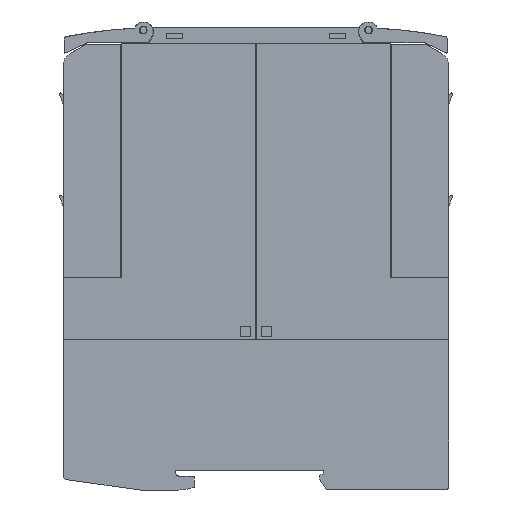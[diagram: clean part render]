
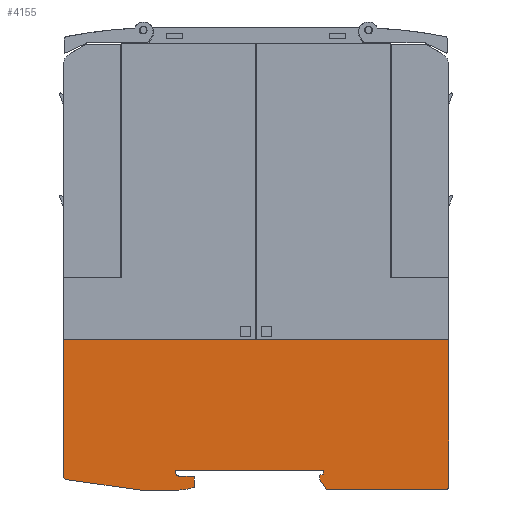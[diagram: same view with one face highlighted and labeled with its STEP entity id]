
A CAD part, left-side view. The second image highlights one B-rep face of the part: STEP entity #4155.
In plain terms, the highlighted planar face has unit normal (-1, 0, 0).
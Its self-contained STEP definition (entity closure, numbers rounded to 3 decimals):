
#4155=ADVANCED_FACE('',(#8415),#8416,.T.);
#8415=FACE_OUTER_BOUND('',#12667,.T.);
#8416=PLANE('',#12668);
#12667=EDGE_LOOP('',(#25903,#25904,#25905,#25906,#25907,#25908,#25909,#25910,#25911,#25912,#25913,#25914,#25915,#25916,#25917,#25918,#25919,#25920,#25921,#25922));
#12668=AXIS2_PLACEMENT_3D('',#25923,#25924,#25925);
#25903=ORIENTED_EDGE('',*,*,#31130,.F.);
#25904=ORIENTED_EDGE('',*,*,#31207,.F.);
#25905=ORIENTED_EDGE('',*,*,#31203,.F.);
#25906=ORIENTED_EDGE('',*,*,#31199,.F.);
#25907=ORIENTED_EDGE('',*,*,#31195,.F.);
#25908=ORIENTED_EDGE('',*,*,#31191,.F.);
#25909=ORIENTED_EDGE('',*,*,#31187,.F.);
#25910=ORIENTED_EDGE('',*,*,#31183,.F.);
#25911=ORIENTED_EDGE('',*,*,#31179,.F.);
#25912=ORIENTED_EDGE('',*,*,#31175,.F.);
#25913=ORIENTED_EDGE('',*,*,#31171,.F.);
#25914=ORIENTED_EDGE('',*,*,#31167,.F.);
#25915=ORIENTED_EDGE('',*,*,#31163,.F.);
#25916=ORIENTED_EDGE('',*,*,#31159,.F.);
#25917=ORIENTED_EDGE('',*,*,#31155,.F.);
#25918=ORIENTED_EDGE('',*,*,#31151,.F.);
#25919=ORIENTED_EDGE('',*,*,#31147,.F.);
#25920=ORIENTED_EDGE('',*,*,#31143,.F.);
#25921=ORIENTED_EDGE('',*,*,#31139,.F.);
#25922=ORIENTED_EDGE('',*,*,#31135,.F.);
#25923=CARTESIAN_POINT('',(0.05,51.068,19.348));
#25924=DIRECTION('',(-1.0,0.0,0.0));
#25925=DIRECTION('',(0.0,1.0,0.0));
#31130=EDGE_CURVE('',#38931,#38932,#38933,.T.);
#31135=EDGE_CURVE('',#38932,#38940,#38941,.T.);
#31139=EDGE_CURVE('',#38940,#38946,#38947,.T.);
#31143=EDGE_CURVE('',#38946,#38952,#38953,.T.);
#31147=EDGE_CURVE('',#38952,#38958,#38959,.T.);
#31151=EDGE_CURVE('',#38958,#38964,#38965,.T.);
#31155=EDGE_CURVE('',#38964,#38970,#38971,.T.);
#31159=EDGE_CURVE('',#38970,#38976,#38977,.T.);
#31163=EDGE_CURVE('',#38976,#38982,#38983,.T.);
#31167=EDGE_CURVE('',#38982,#38988,#38989,.T.);
#31171=EDGE_CURVE('',#38988,#38994,#38995,.T.);
#31175=EDGE_CURVE('',#38994,#39000,#39001,.T.);
#31179=EDGE_CURVE('',#39000,#39006,#39007,.T.);
#31183=EDGE_CURVE('',#39006,#39012,#39013,.T.);
#31187=EDGE_CURVE('',#39012,#39018,#39019,.T.);
#31191=EDGE_CURVE('',#39018,#39024,#39025,.T.);
#31195=EDGE_CURVE('',#39024,#39030,#39031,.T.);
#31199=EDGE_CURVE('',#39030,#39036,#39037,.T.);
#31203=EDGE_CURVE('',#39036,#39042,#39043,.T.);
#31207=EDGE_CURVE('',#39042,#38931,#39048,.T.);
#38931=VERTEX_POINT('',#50667);
#38932=VERTEX_POINT('',#50668);
#38933=CIRCLE('',#50669,10.);
#38940=VERTEX_POINT('',#50678);
#38941=LINE('',#50679,#50680);
#38946=VERTEX_POINT('',#50687);
#38947=LINE('',#50688,#50689);
#38952=VERTEX_POINT('',#50696);
#38953=CIRCLE('',#50697,1.);
#38958=VERTEX_POINT('',#50703);
#38959=LINE('',#50704,#50705);
#38964=VERTEX_POINT('',#50712);
#38965=LINE('',#50713,#50714);
#38970=VERTEX_POINT('',#50721);
#38971=LINE('',#50722,#50723);
#38976=VERTEX_POINT('',#50730);
#38977=CIRCLE('',#50731,1.);
#38982=VERTEX_POINT('',#50737);
#38983=LINE('',#50738,#50739);
#38988=VERTEX_POINT('',#50746);
#38989=LINE('',#50747,#50748);
#38994=VERTEX_POINT('',#50755);
#38995=LINE('',#50756,#50757);
#39000=VERTEX_POINT('',#50764);
#39001=LINE('',#50765,#50766);
#39006=VERTEX_POINT('',#50773);
#39007=LINE('',#50774,#50775);
#39012=VERTEX_POINT('',#50782);
#39013=LINE('',#50783,#50784);
#39018=VERTEX_POINT('',#50791);
#39019=CIRCLE('',#50792,0.3);
#39024=VERTEX_POINT('',#50798);
#39025=CIRCLE('',#50799,1.2);
#39030=VERTEX_POINT('',#50805);
#39031=LINE('',#50806,#50807);
#39036=VERTEX_POINT('',#50814);
#39037=LINE('',#50815,#50816);
#39042=VERTEX_POINT('',#50823);
#39043=LINE('',#50824,#50825);
#39048=LINE('',#50832,#50833);
#50667=CARTESIAN_POINT('',(0.05,68.786,0.256));
#50668=CARTESIAN_POINT('',(0.05,71.035,0.0));
#50669=AXIS2_PLACEMENT_3D('',#55583,#55584,#55585);
#50678=CARTESIAN_POINT('',(0.05,80.98,0.0));
#50679=CARTESIAN_POINT('',(0.05,71.035,0.0));
#50680=VECTOR('',#55591,1.0);
#50687=CARTESIAN_POINT('',(0.05,100.119,2.69));
#50688=CARTESIAN_POINT('',(0.05,80.98,0.0));
#50689=VECTOR('',#55594,1.0);
#50696=CARTESIAN_POINT('',(0.05,100.98,3.68));
#50697=AXIS2_PLACEMENT_3D('',#55597,#55598,#55599);
#50703=CARTESIAN_POINT('',(0.05,100.98,39.));
#50704=CARTESIAN_POINT('',(0.05,100.98,3.68));
#50705=VECTOR('',#55604,1.0);
#50712=CARTESIAN_POINT('',(0.05,0.98,39.));
#50713=CARTESIAN_POINT('',(0.05,100.98,39.));
#50714=VECTOR('',#55607,1.0);
#50721=CARTESIAN_POINT('',(0.05,0.98,1.));
#50722=CARTESIAN_POINT('',(0.05,0.98,39.));
#50723=VECTOR('',#55610,1.0);
#50730=CARTESIAN_POINT('',(0.05,1.98,0.));
#50731=AXIS2_PLACEMENT_3D('',#55613,#55614,#55615);
#50737=CARTESIAN_POINT('',(0.05,32.68,0.));
#50738=CARTESIAN_POINT('',(0.05,1.98,0.));
#50739=VECTOR('',#55620,1.0);
#50746=CARTESIAN_POINT('',(0.05,34.48,2.832));
#50747=CARTESIAN_POINT('',(0.05,32.68,0.));
#50748=VECTOR('',#55623,1.0);
#50755=CARTESIAN_POINT('',(0.05,34.48,3.832));
#50756=CARTESIAN_POINT('',(0.05,34.48,2.832));
#50757=VECTOR('',#55626,1.0);
#50764=CARTESIAN_POINT('',(0.05,33.48,4.1));
#50765=CARTESIAN_POINT('',(0.05,34.48,3.832));
#50766=VECTOR('',#55629,1.0);
#50773=CARTESIAN_POINT('',(0.05,33.48,5.1));
#50774=CARTESIAN_POINT('',(0.05,33.48,4.1));
#50775=VECTOR('',#55632,1.0);
#50782=CARTESIAN_POINT('',(0.05,71.68,5.1));
#50783=CARTESIAN_POINT('',(0.05,33.48,5.1));
#50784=VECTOR('',#55635,1.0);
#50791=CARTESIAN_POINT('',(0.05,71.98,4.8));
#50792=AXIS2_PLACEMENT_3D('',#55638,#55639,#55640);
#50798=CARTESIAN_POINT('',(0.05,70.78,3.6));
#50799=AXIS2_PLACEMENT_3D('',#55645,#55646,#55647);
#50805=CARTESIAN_POINT('',(0.05,67.78,3.6));
#50806=CARTESIAN_POINT('',(0.05,70.78,3.6));
#50807=VECTOR('',#55652,1.0);
#50814=CARTESIAN_POINT('',(0.05,66.98,3.4));
#50815=CARTESIAN_POINT('',(0.05,67.78,3.6));
#50816=VECTOR('',#55655,1.0);
#50823=CARTESIAN_POINT('',(0.05,66.98,0.673));
#50824=CARTESIAN_POINT('',(0.05,66.98,3.4));
#50825=VECTOR('',#55658,1.0);
#50832=CARTESIAN_POINT('',(0.05,66.98,0.673));
#50833=VECTOR('',#55661,1.0);
#55583=CARTESIAN_POINT('',(0.05,71.035,10.));
#55584=DIRECTION('',(1.0,0.0,0.0));
#55585=DIRECTION('',(0.0,0.,-1.0));
#55591=DIRECTION('',(0.0,1.0,0.0));
#55594=DIRECTION('',(0.0,0.99,0.139));
#55597=CARTESIAN_POINT('',(0.05,99.98,3.68));
#55598=DIRECTION('',(1.0,0.0,-0.0));
#55599=DIRECTION('',(0.0,1.0,0.));
#55604=DIRECTION('',(0.0,0.0,1.0));
#55607=DIRECTION('',(0.0,-1.0,0.0));
#55610=DIRECTION('',(0.0,0.0,-1.0));
#55613=CARTESIAN_POINT('',(0.05,1.98,1.));
#55614=DIRECTION('',(1.0,0.0,0.0));
#55615=DIRECTION('',(0.0,0.,-1.0));
#55620=DIRECTION('',(0.0,1.0,0.0));
#55623=DIRECTION('',(0.0,0.536,0.844));
#55626=DIRECTION('',(0.0,0.0,1.0));
#55629=DIRECTION('',(0.0,-0.966,0.259));
#55632=DIRECTION('',(0.0,0.0,1.0));
#55635=DIRECTION('',(0.0,1.0,0.0));
#55638=CARTESIAN_POINT('',(0.05,71.68,4.8));
#55639=DIRECTION('',(-1.0,0.0,0.0));
#55640=DIRECTION('',(0.0,0.,1.));
#55645=CARTESIAN_POINT('',(0.05,70.78,4.8));
#55646=DIRECTION('',(-1.0,0.0,0.0));
#55647=DIRECTION('',(0.0,1.0,0.));
#55652=DIRECTION('',(0.0,-1.0,0.0));
#55655=DIRECTION('',(0.0,-0.97,-0.243));
#55658=DIRECTION('',(0.0,0.,-1.0));
#55661=DIRECTION('',(0.0,0.974,-0.225));
